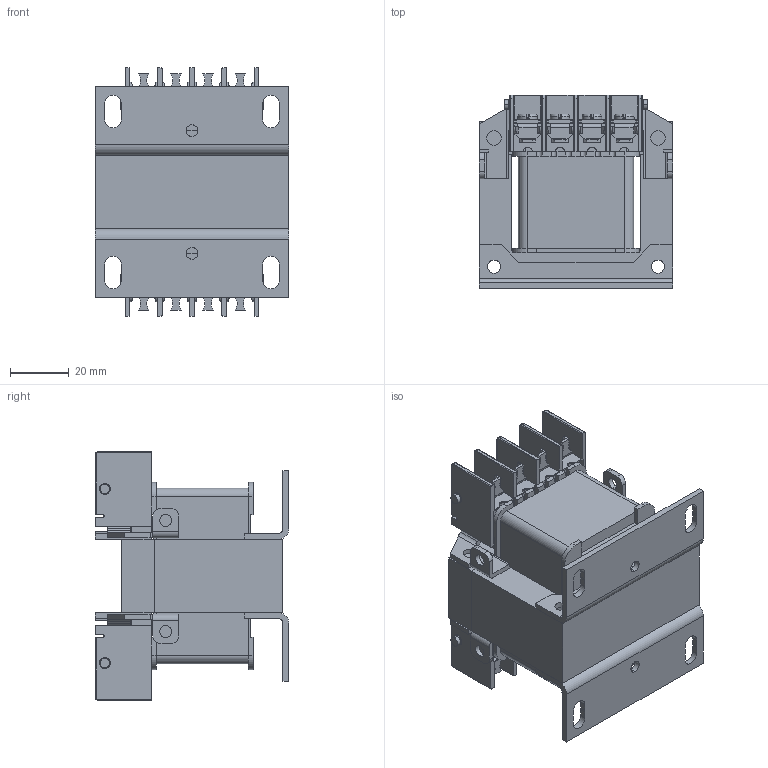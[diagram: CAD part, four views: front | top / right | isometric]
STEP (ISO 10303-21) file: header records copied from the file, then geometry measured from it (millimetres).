
FILE_DESCRIPTION (( 'STEP AP214' ), '1' );
FILE_NAME ('SP50MQMJ.step', '2019-03-27T13:30:57', ( '' ), ( '' ), 'SwSTEP 2.0', 'SolidWorks 2018', '' );
FILE_SCHEMA (( 'AUTOMOTIVE_DESIGN' ));
Length unit declared in the file: inch
Products named in the file (1): SP50MQMJ
Bounding box: 66 x 66.08 x 85 mm (x, y, z)
Volume: 153707 mm3; surface area: 75725.1 mm2
Topology: 41 solids, 41 shells, 3078 faces, 8606 edges, 5540 vertices
Faces by surface type: plane 1860, cylinder 926, bspline 260, cone 32
Entity records: 124206 total; most frequent: CARTESIAN_POINT 48108, ORIENTED_EDGE 17084, DIRECTION 13884, EDGE_CURVE 8542, VECTOR 5640, LINE 5640, VERTEX_POINT 5540, AXIS2_PLACEMENT_3D 4122
